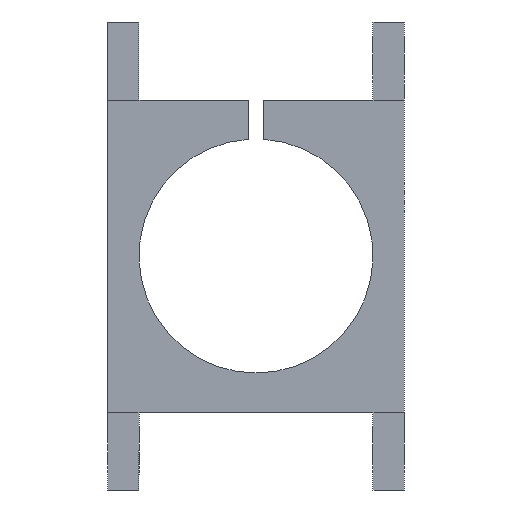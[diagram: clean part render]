
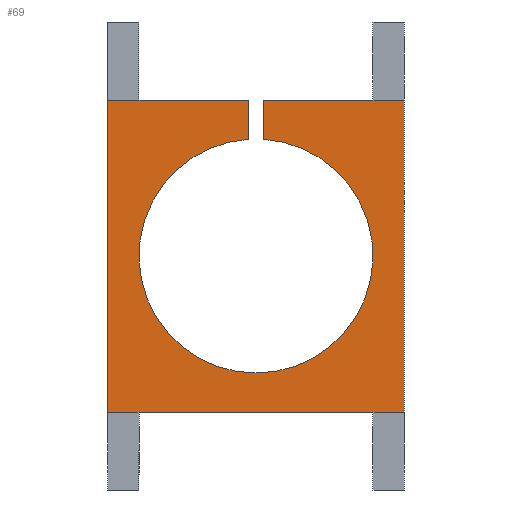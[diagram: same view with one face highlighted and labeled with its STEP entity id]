
A CAD part, left-side view. The second image highlights one B-rep face of the part: STEP entity #69.
In plain terms, the highlighted planar face has unit normal (-1, 0, 0).
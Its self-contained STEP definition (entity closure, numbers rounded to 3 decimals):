
#3 = DIRECTION ( 'NONE',  ( 0., 0., -1. ) ) ;
#5 = AXIS2_PLACEMENT_3D ( 'NONE', #400, #587, #579 ) ;
#7 = DIRECTION ( 'NONE',  ( 0., -1., 0. ) ) ;
#22 = EDGE_CURVE ( 'NONE', #1130, #492, #173, .T. ) ;
#23 = CARTESIAN_POINT ( 'NONE',  ( 0., -0.5, 7.483 ) ) ;
#26 = CARTESIAN_POINT ( 'NONE',  ( 0., -9.5, 10. ) ) ;
#27 = FACE_OUTER_BOUND ( 'NONE', #385, .T. ) ;
#30 = ORIENTED_EDGE ( 'NONE', *, *, #775, .F. ) ;
#31 = LINE ( 'NONE', #754, #161 ) ;
#41 = EDGE_CURVE ( 'NONE', #1045, #782, #566, .T. ) ;
#48 = ORIENTED_EDGE ( 'NONE', *, *, #1059, .T. ) ;
#61 = VECTOR ( 'NONE', #479, 1000. ) ;
#69 = ADVANCED_FACE ( 'NONE', ( #27 ), #537, .F. ) ;
#107 = CARTESIAN_POINT ( 'NONE',  ( 0., 9.5, -10. ) ) ;
#124 = CARTESIAN_POINT ( 'NONE',  ( 0., -9.5, -10. ) ) ;
#142 = LINE ( 'NONE', #1082, #177 ) ;
#146 = AXIS2_PLACEMENT_3D ( 'NONE', #403, #1025, #1110 ) ;
#161 = VECTOR ( 'NONE', #1098, 1000. ) ;
#172 = CARTESIAN_POINT ( 'NONE',  ( 0., 0.5, 0. ) ) ;
#173 = LINE ( 'NONE', #674, #1035 ) ;
#177 = VECTOR ( 'NONE', #3, 1000. ) ;
#196 = VECTOR ( 'NONE', #1048, 1000. ) ;
#200 = CARTESIAN_POINT ( 'NONE',  ( 0., 7.5, 10. ) ) ;
#218 = CARTESIAN_POINT ( 'NONE',  ( 0., 9.5, 10. ) ) ;
#226 = VECTOR ( 'NONE', #7, 1000. ) ;
#227 = DIRECTION ( 'NONE',  ( 0., -1., 0. ) ) ;
#276 = VERTEX_POINT ( 'NONE', #1148 ) ;
#277 = LINE ( 'NONE', #26, #61 ) ;
#296 = EDGE_CURVE ( 'NONE', #276, #944, #958, .T. ) ;
#330 = VECTOR ( 'NONE', #1143, 1000. ) ;
#337 = ORIENTED_EDGE ( 'NONE', *, *, #22, .F. ) ;
#359 = DIRECTION ( 'NONE',  ( 0., 0., 1. ) ) ;
#362 = DIRECTION ( 'NONE',  ( 0., 0., 1. ) ) ;
#365 = ORIENTED_EDGE ( 'NONE', *, *, #438, .T. ) ;
#375 = CARTESIAN_POINT ( 'NONE',  ( 0., 0.5, 10. ) ) ;
#385 = EDGE_LOOP ( 'NONE', ( #1117, #654, #30, #784, #786, #1138, #597, #398, #689, #48, #337, #365 ) ) ;
#398 = ORIENTED_EDGE ( 'NONE', *, *, #632, .F. ) ;
#399 = LINE ( 'NONE', #107, #609 ) ;
#400 = CARTESIAN_POINT ( 'NONE',  ( 0., 0., 0. ) ) ;
#403 = CARTESIAN_POINT ( 'NONE',  ( 0., 0., 0. ) ) ;
#438 = EDGE_CURVE ( 'NONE', #1130, #1009, #142, .T. ) ;
#441 = CARTESIAN_POINT ( 'NONE',  ( 0., 0., 10. ) ) ;
#450 = LINE ( 'NONE', #822, #226 ) ;
#479 = DIRECTION ( 'NONE',  ( 0., 0., -1. ) ) ;
#480 = LINE ( 'NONE', #573, #940 ) ;
#492 = VERTEX_POINT ( 'NONE', #981 ) ;
#504 = VERTEX_POINT ( 'NONE', #200 ) ;
#508 = VECTOR ( 'NONE', #920, 1000. ) ;
#514 = VECTOR ( 'NONE', #359, 1000. ) ;
#528 = CARTESIAN_POINT ( 'NONE',  ( 0., -9.5, -10. ) ) ;
#537 = PLANE ( 'NONE',  #146 ) ;
#551 = LINE ( 'NONE', #124, #508 ) ;
#566 = LINE ( 'NONE', #528, #330 ) ;
#573 = CARTESIAN_POINT ( 'NONE',  ( 0., -9.5, -10. ) ) ;
#579 = DIRECTION ( 'NONE',  ( 0., 0., -1. ) ) ;
#587 = DIRECTION ( 'NONE',  ( 1., 0., 0. ) ) ;
#597 = ORIENTED_EDGE ( 'NONE', *, *, #810, .F. ) ;
#603 = LINE ( 'NONE', #441, #196 ) ;
#609 = VECTOR ( 'NONE', #362, 1000. ) ;
#632 = EDGE_CURVE ( 'NONE', #865, #874, #551, .T. ) ;
#654 = ORIENTED_EDGE ( 'NONE', *, *, #296, .T. ) ;
#674 = CARTESIAN_POINT ( 'NONE',  ( 0., -9.5, 10. ) ) ;
#684 = EDGE_CURVE ( 'NONE', #1009, #276, #734, .T. ) ;
#689 = ORIENTED_EDGE ( 'NONE', *, *, #711, .F. ) ;
#711 = EDGE_CURVE ( 'NONE', #1154, #865, #277, .T. ) ;
#734 = CIRCLE ( 'NONE', #5, 7.5 ) ;
#754 = CARTESIAN_POINT ( 'NONE',  ( 0., -9.5, 10. ) ) ;
#775 = EDGE_CURVE ( 'NONE', #504, #944, #31, .T. ) ;
#782 = VERTEX_POINT ( 'NONE', #1087 ) ;
#784 = ORIENTED_EDGE ( 'NONE', *, *, #939, .F. ) ;
#786 = ORIENTED_EDGE ( 'NONE', *, *, #886, .F. ) ;
#810 = EDGE_CURVE ( 'NONE', #874, #1045, #480, .T. ) ;
#811 = CARTESIAN_POINT ( 'NONE',  ( 0., 7.5, -10. ) ) ;
#812 = CARTESIAN_POINT ( 'NONE',  ( 0., -9.5, -10. ) ) ;
#822 = CARTESIAN_POINT ( 'NONE',  ( 0., -9.5, 10. ) ) ;
#843 = DIRECTION ( 'NONE',  ( 0., 1., 0. ) ) ;
#865 = VERTEX_POINT ( 'NONE', #812 ) ;
#874 = VERTEX_POINT ( 'NONE', #903 ) ;
#886 = EDGE_CURVE ( 'NONE', #782, #973, #399, .T. ) ;
#903 = CARTESIAN_POINT ( 'NONE',  ( 0., -7.5, -10. ) ) ;
#920 = DIRECTION ( 'NONE',  ( 0., 1., 0. ) ) ;
#939 = EDGE_CURVE ( 'NONE', #973, #504, #450, .T. ) ;
#940 = VECTOR ( 'NONE', #843, 1000. ) ;
#944 = VERTEX_POINT ( 'NONE', #375 ) ;
#958 = LINE ( 'NONE', #172, #514 ) ;
#973 = VERTEX_POINT ( 'NONE', #218 ) ;
#980 = CARTESIAN_POINT ( 'NONE',  ( 0., -0.5, 10. ) ) ;
#981 = CARTESIAN_POINT ( 'NONE',  ( 0., -7.5, 10. ) ) ;
#1009 = VERTEX_POINT ( 'NONE', #23 ) ;
#1025 = DIRECTION ( 'NONE',  ( 1., 0., 0. ) ) ;
#1035 = VECTOR ( 'NONE', #227, 1000. ) ;
#1045 = VERTEX_POINT ( 'NONE', #811 ) ;
#1048 = DIRECTION ( 'NONE',  ( 0., 1., 0. ) ) ;
#1059 = EDGE_CURVE ( 'NONE', #1154, #492, #603, .T. ) ;
#1061 = CARTESIAN_POINT ( 'NONE',  ( 0., -9.5, 10. ) ) ;
#1082 = CARTESIAN_POINT ( 'NONE',  ( 0., -0.5, 0. ) ) ;
#1087 = CARTESIAN_POINT ( 'NONE',  ( 0., 9.5, -10. ) ) ;
#1098 = DIRECTION ( 'NONE',  ( 0., -1., 0. ) ) ;
#1110 = DIRECTION ( 'NONE',  ( 0., 0., -1. ) ) ;
#1117 = ORIENTED_EDGE ( 'NONE', *, *, #684, .T. ) ;
#1130 = VERTEX_POINT ( 'NONE', #980 ) ;
#1138 = ORIENTED_EDGE ( 'NONE', *, *, #41, .F. ) ;
#1143 = DIRECTION ( 'NONE',  ( 0., 1., 0. ) ) ;
#1148 = CARTESIAN_POINT ( 'NONE',  ( 0., 0.5, 7.483 ) ) ;
#1154 = VERTEX_POINT ( 'NONE', #1061 ) ;
